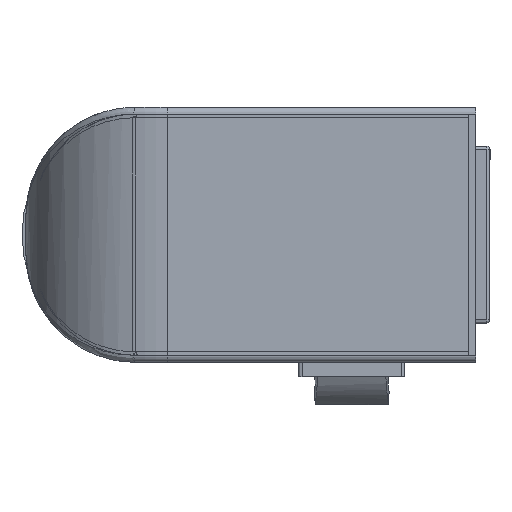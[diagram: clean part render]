
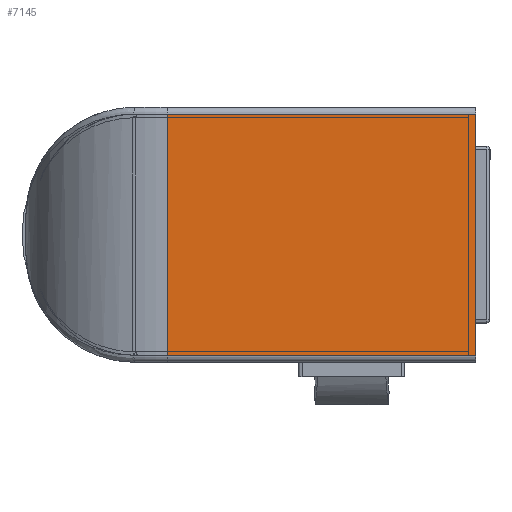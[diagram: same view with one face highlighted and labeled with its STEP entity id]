
A CAD part, left-side view. The second image highlights one B-rep face of the part: STEP entity #7145.
In plain terms, the highlighted planar face has unit normal (-1, 0, 0).
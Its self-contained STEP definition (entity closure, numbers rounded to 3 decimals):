
#205 = EDGE_CURVE ( 'NONE', #7534, #1433, #3326, .T. ) ;
#359 = CARTESIAN_POINT ( 'NONE',  ( -327., 41.7, 17. ) ) ;
#716 = VERTEX_POINT ( 'NONE', #8930 ) ;
#1233 = DIRECTION ( 'NONE',  ( 0., -1., 0. ) ) ;
#1433 = VERTEX_POINT ( 'NONE', #6092 ) ;
#1460 = DIRECTION ( 'NONE',  ( 0., 0., -1. ) ) ;
#1506 = VECTOR ( 'NONE', #7846, 1000. ) ;
#1533 = LINE ( 'NONE', #7870, #1506 ) ;
#1659 = CARTESIAN_POINT ( 'NONE',  ( -327., -1.8, 18. ) ) ;
#2004 = CARTESIAN_POINT ( 'NONE',  ( -327., -1.8, 17. ) ) ;
#3326 = LINE ( 'NONE', #7387, #3425 ) ;
#3425 = VECTOR ( 'NONE', #3753, 1000. ) ;
#3753 = DIRECTION ( 'NONE',  ( 0., 0., -1. ) ) ;
#4073 = EDGE_CURVE ( 'NONE', #6722, #1433, #1533, .T. ) ;
#4518 = LINE ( 'NONE', #1659, #5227 ) ;
#5227 = VECTOR ( 'NONE', #1460, 1000. ) ;
#5778 = DIRECTION ( 'NONE',  ( 0., -1., 0. ) ) ;
#5974 = DIRECTION ( 'NONE',  ( 1., 0., 0. ) ) ;
#6000 = PLANE ( 'NONE',  #9359 ) ;
#6092 = CARTESIAN_POINT ( 'NONE',  ( -327., 41.7, -17. ) ) ;
#6139 = CARTESIAN_POINT ( 'NONE',  ( -327., -1.8, 18. ) ) ;
#6722 = VERTEX_POINT ( 'NONE', #8466 ) ;
#6834 = EDGE_CURVE ( 'NONE', #7534, #716, #9923, .T. ) ;
#7145 = ADVANCED_FACE ( 'NONE', ( #7741 ), #6000, .F. ) ;
#7387 = CARTESIAN_POINT ( 'NONE',  ( -327., 41.7, 18. ) ) ;
#7534 = VERTEX_POINT ( 'NONE', #359 ) ;
#7741 = FACE_OUTER_BOUND ( 'NONE', #9376, .T. ) ;
#7846 = DIRECTION ( 'NONE',  ( 0., 1., 0. ) ) ;
#7870 = CARTESIAN_POINT ( 'NONE',  ( -327., -1.8, -17. ) ) ;
#8466 = CARTESIAN_POINT ( 'NONE',  ( -327., -1.8, -17. ) ) ;
#8691 = EDGE_CURVE ( 'NONE', #716, #6722, #4518, .T. ) ;
#8930 = CARTESIAN_POINT ( 'NONE',  ( -327., -1.8, 17. ) ) ;
#9359 = AXIS2_PLACEMENT_3D ( 'NONE', #6139, #5974, #5778 ) ;
#9376 = EDGE_LOOP ( 'NONE', ( #10011, #10038, #10067, #10128 ) ) ;
#9923 = LINE ( 'NONE', #2004, #10044 ) ;
#10011 = ORIENTED_EDGE ( 'NONE', *, *, #8691, .F. ) ;
#10038 = ORIENTED_EDGE ( 'NONE', *, *, #6834, .F. ) ;
#10044 = VECTOR ( 'NONE', #1233, 1000. ) ;
#10067 = ORIENTED_EDGE ( 'NONE', *, *, #205, .T. ) ;
#10128 = ORIENTED_EDGE ( 'NONE', *, *, #4073, .F. ) ;
